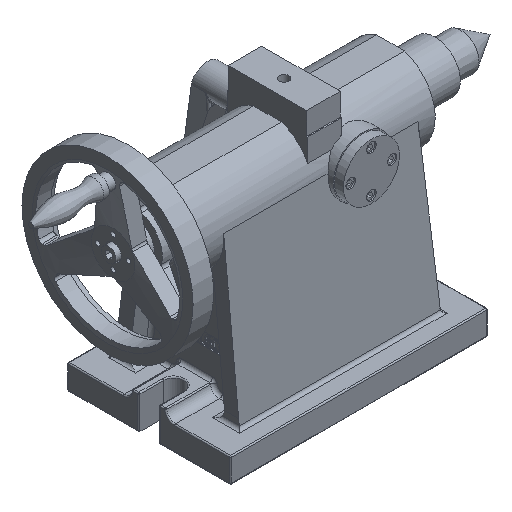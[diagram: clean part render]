
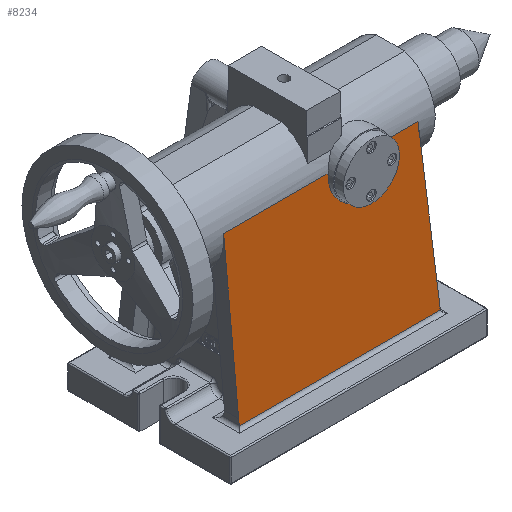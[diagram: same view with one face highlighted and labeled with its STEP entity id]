
A CAD part, isometric view. The second image highlights one B-rep face of the part: STEP entity #8234.
In plain terms, the highlighted planar face has unit normal (0, -0.994, 0.113).
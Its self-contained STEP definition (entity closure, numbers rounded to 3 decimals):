
#120=ELLIPSE('',#8514,3.019,3.);
#123=ELLIPSE('',#8519,3.019,3.);
#131=ELLIPSE('',#8843,26.169,26.);
#2493=ORIENTED_EDGE('',*,*,#3281,.T.);
#2494=ORIENTED_EDGE('',*,*,#3286,.F.);
#2495=ORIENTED_EDGE('',*,*,#3290,.T.);
#2496=ORIENTED_EDGE('',*,*,#4022,.F.);
#2497=ORIENTED_EDGE('',*,*,#4023,.T.);
#2498=ORIENTED_EDGE('',*,*,#3700,.T.);
#2499=ORIENTED_EDGE('',*,*,#4024,.T.);
#2500=ORIENTED_EDGE('',*,*,#4014,.F.);
#2501=ORIENTED_EDGE('',*,*,#4025,.T.);
#3281=EDGE_CURVE('',#4360,#4361,#120,.T.);
#3286=EDGE_CURVE('',#4365,#4361,#5083,.T.);
#3290=EDGE_CURVE('',#4365,#4367,#123,.T.);
#3700=EDGE_CURVE('',#4640,#4641,#131,.T.);
#4014=EDGE_CURVE('',#4860,#4861,#5503,.T.);
#4022=EDGE_CURVE('',#4865,#4367,#5510,.T.);
#4023=EDGE_CURVE('',#4865,#4640,#5511,.T.);
#4024=EDGE_CURVE('',#4641,#4861,#5512,.T.);
#4025=EDGE_CURVE('',#4860,#4360,#5513,.T.);
#4360=VERTEX_POINT('',#12111);
#4361=VERTEX_POINT('',#12112);
#4365=VERTEX_POINT('',#12140);
#4367=VERTEX_POINT('',#12146);
#4640=VERTEX_POINT('',#13220);
#4641=VERTEX_POINT('',#13221);
#4860=VERTEX_POINT('',#15253);
#4861=VERTEX_POINT('',#15254);
#4865=VERTEX_POINT('',#15273);
#5083=LINE('',#12139,#5746);
#5503=LINE('',#15252,#6166);
#5510=LINE('',#15272,#6173);
#5511=LINE('',#15274,#6174);
#5512=LINE('',#15275,#6175);
#5513=LINE('',#15276,#6176);
#5746=VECTOR('',#9627,1000.);
#6166=VECTOR('',#11107,1000.);
#6173=VECTOR('',#11130,1000.);
#6174=VECTOR('',#11131,1000.);
#6175=VECTOR('',#11132,1000.);
#6176=VECTOR('',#11133,1000.);
#6790=EDGE_LOOP('',(#2493,#2494,#2495,#2496,#2497,#2498,#2499,#2500,#2501));
#7436=FACE_BOUND('',#6790,.T.);
#7762=PLANE('',#9054);
#8234=ADVANCED_FACE('',(#7436),#7762,.F.);
#8514=AXIS2_PLACEMENT_3D('',#12110,#9619,#9620);
#8519=AXIS2_PLACEMENT_3D('',#12148,#9634,#9635);
#8843=AXIS2_PLACEMENT_3D('',#13219,#10543,#10544);
#9054=AXIS2_PLACEMENT_3D('',#15271,#11128,#11129);
#9619=DIRECTION('',(0.,0.994,-0.113));
#9620=DIRECTION('',(0.,-0.113,-0.994));
#9627=DIRECTION('',(-1.,0.,0.));
#9634=DIRECTION('',(0.,0.994,-0.113));
#9635=DIRECTION('',(0.,0.113,0.994));
#10543=DIRECTION('',(0.,0.994,-0.113));
#10544=DIRECTION('',(0.,0.113,0.994));
#11107=DIRECTION('',(0.014,0.113,0.993));
#11128=DIRECTION('',(0.,0.994,-0.113));
#11129=DIRECTION('',(0.,0.113,0.994));
#11130=DIRECTION('',(0.029,-0.113,-0.993));
#11131=DIRECTION('',(-1.,0.,0.));
#11132=DIRECTION('',(-1.,0.,0.));
#11133=DIRECTION('',(0.,-0.113,-0.994));
#12110=CARTESIAN_POINT('',(22.116,-55.658,25.));
#12111=CARTESIAN_POINT('',(25.116,-55.658,25.));
#12112=CARTESIAN_POINT('',(25.097,-55.697,24.66));
#12139=CARTESIAN_POINT('',(205.,-55.697,24.66));
#12140=CARTESIAN_POINT('',(204.934,-55.697,24.66));
#12146=CARTESIAN_POINT('',(204.916,-55.668,24.913));
#12148=CARTESIAN_POINT('',(207.914,-55.658,25.));
#13219=CARTESIAN_POINT('',(146.,-40.259,160.));
#13220=CARTESIAN_POINT('',(171.602,-39.742,164.533));
#13221=CARTESIAN_POINT('',(120.398,-39.742,164.533));
#15252=CARTESIAN_POINT('',(25.04,-55.688,24.732));
#15253=CARTESIAN_POINT('',(25.116,-55.087,30.));
#15254=CARTESIAN_POINT('',(27.066,-39.742,164.533));
#15271=CARTESIAN_POINT('',(216.,-56.,22.));
#15272=CARTESIAN_POINT('',(205.009,-56.036,21.686));
#15273=CARTESIAN_POINT('',(200.869,-39.742,164.533));
#15274=CARTESIAN_POINT('',(216.,-39.742,164.533));
#15275=CARTESIAN_POINT('',(216.,-39.742,164.533));
#15276=CARTESIAN_POINT('',(25.116,-56.,22.));
